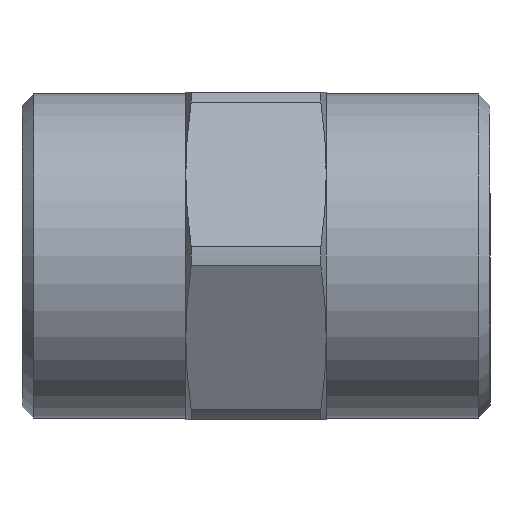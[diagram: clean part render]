
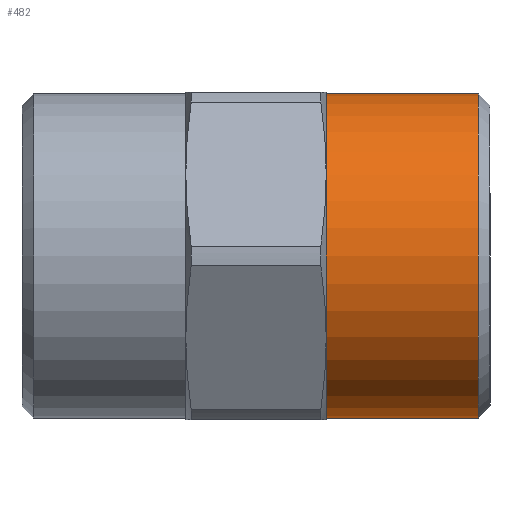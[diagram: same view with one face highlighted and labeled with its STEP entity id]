
A CAD part, front view. The second image highlights one B-rep face of the part: STEP entity #482.
In plain terms, the highlighted cylindrical face has radius 6.925 mm (diameter 13.85 mm), a full revolution.
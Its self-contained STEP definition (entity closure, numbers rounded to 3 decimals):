
#65=FACE_BOUND('',#114,.T.);
#78=FACE_OUTER_BOUND('',#113,.T.);
#113=EDGE_LOOP('',(#339));
#114=EDGE_LOOP('',(#340));
#185=CIRCLE('',#524,6.925);
#186=CIRCLE('',#525,6.925);
#223=VERTEX_POINT('',#758);
#224=VERTEX_POINT('',#760);
#269=EDGE_CURVE('',#223,#223,#185,.T.);
#270=EDGE_CURVE('',#224,#224,#186,.T.);
#339=ORIENTED_EDGE('',*,*,#269,.F.);
#340=ORIENTED_EDGE('',*,*,#270,.F.);
#473=CYLINDRICAL_SURFACE('',#523,6.925);
#482=ADVANCED_FACE('',(#78,#65),#473,.T.);
#523=AXIS2_PLACEMENT_3D('',#757,#604,#605);
#524=AXIS2_PLACEMENT_3D('',#759,#606,#607);
#525=AXIS2_PLACEMENT_3D('',#761,#608,#609);
#604=DIRECTION('center_axis',(-1.,0.,0.));
#605=DIRECTION('ref_axis',(0.,1.,0.));
#606=DIRECTION('center_axis',(-1.,0.,0.));
#607=DIRECTION('ref_axis',(0.,1.,0.));
#608=DIRECTION('center_axis',(1.,0.,0.));
#609=DIRECTION('ref_axis',(0.,-1.,0.));
#757=CARTESIAN_POINT('Origin',(6.5,0.,0.));
#758=CARTESIAN_POINT('',(3.,-6.925,0.));
#759=CARTESIAN_POINT('Origin',(3.,0.,0.));
#760=CARTESIAN_POINT('',(9.5,-6.925,0.));
#761=CARTESIAN_POINT('Origin',(9.5,0.,0.));
